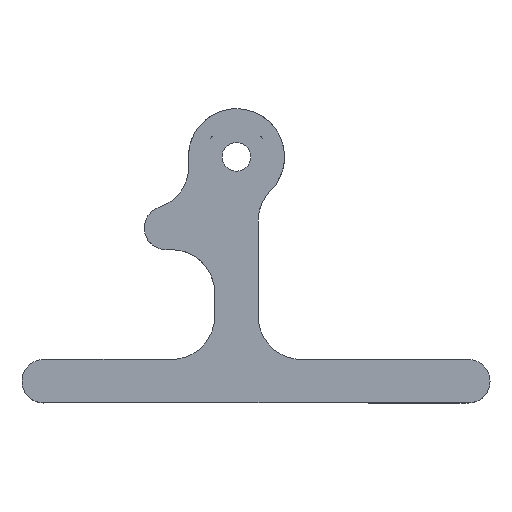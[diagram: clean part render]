
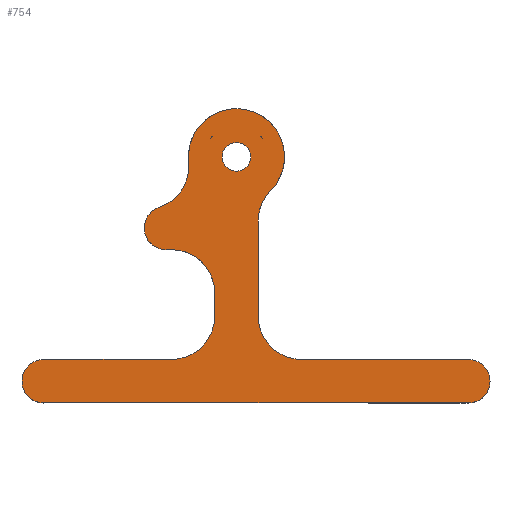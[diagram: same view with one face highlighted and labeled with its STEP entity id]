
A CAD part, top view. The second image highlights one B-rep face of the part: STEP entity #754.
In plain terms, the highlighted planar face has unit normal (0, 0, 1).
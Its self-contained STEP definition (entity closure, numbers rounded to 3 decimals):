
#16=FACE_BOUND('',#127,.T.);
#17=FACE_BOUND('',#128,.T.);
#18=FACE_BOUND('',#129,.T.);
#46=PLANE('',#852);
#85=FACE_OUTER_BOUND('',#126,.T.);
#126=EDGE_LOOP('',(#659,#660,#661,#662,#663,#664,#665,#666,#667,#668,#669,
#670,#671,#672,#673,#674));
#127=EDGE_LOOP('',(#675,#676,#677));
#128=EDGE_LOOP('',(#678,#679,#680));
#129=EDGE_LOOP('',(#681));
#146=LINE('',#1140,#203);
#160=LINE('',#1198,#217);
#163=LINE('',#1217,#220);
#169=LINE('',#1264,#226);
#171=LINE('',#1270,#228);
#191=LINE('',#1339,#248);
#192=LINE('',#1340,#249);
#193=LINE('',#1341,#250);
#203=VECTOR('',#889,10.);
#217=VECTOR('',#945,10.);
#220=VECTOR('',#954,10.);
#226=VECTOR('',#980,10.);
#228=VECTOR('',#984,10.);
#248=VECTOR('',#1072,10.);
#249=VECTOR('',#1073,10.);
#250=VECTOR('',#1074,10.);
#260=CIRCLE('',#786,6.5);
#261=CIRCLE('',#788,6.5);
#266=CIRCLE('',#794,3.25);
#267=CIRCLE('',#796,7.2);
#271=CIRCLE('',#801,6.5);
#272=CIRCLE('',#803,6.5);
#273=CIRCLE('',#806,6.5);
#282=CIRCLE('',#826,3.);
#283=CIRCLE('',#828,3.);
#287=CIRCLE('',#838,3.25);
#290=CIRCLE('',#844,3.25);
#291=CIRCLE('',#845,3.25);
#294=CIRCLE('',#850,4.75);
#295=CIRCLE('',#851,4.75);
#296=CIRCLE('',#853,2.15);
#312=VERTEX_POINT('',#1137);
#313=VERTEX_POINT('',#1139);
#315=VERTEX_POINT('',#1145);
#316=VERTEX_POINT('',#1149);
#317=VERTEX_POINT('',#1150);
#324=VERTEX_POINT('',#1167);
#329=VERTEX_POINT('',#1182);
#330=VERTEX_POINT('',#1186);
#331=VERTEX_POINT('',#1188);
#333=VERTEX_POINT('',#1196);
#334=VERTEX_POINT('',#1200);
#335=VERTEX_POINT('',#1202);
#346=VERTEX_POINT('',#1257);
#349=VERTEX_POINT('',#1262);
#350=VERTEX_POINT('',#1266);
#352=VERTEX_POINT('',#1269);
#356=VERTEX_POINT('',#1289);
#357=VERTEX_POINT('',#1294);
#361=VERTEX_POINT('',#1311);
#364=VERTEX_POINT('',#1323);
#365=VERTEX_POINT('',#1325);
#366=VERTEX_POINT('',#1328);
#368=VERTEX_POINT('',#1342);
#386=EDGE_CURVE('',#312,#313,#146,.F.);
#390=EDGE_CURVE('',#315,#312,#260,.T.);
#391=EDGE_CURVE('',#316,#317,#261,.F.);
#401=EDGE_CURVE('',#324,#317,#266,.F.);
#402=EDGE_CURVE('',#315,#316,#267,.T.);
#408=EDGE_CURVE('',#313,#329,#271,.T.);
#411=EDGE_CURVE('',#330,#331,#272,.T.);
#415=EDGE_CURVE('',#333,#330,#160,.F.);
#417=EDGE_CURVE('',#334,#335,#273,.T.);
#420=EDGE_CURVE('',#331,#334,#163,.F.);
#437=EDGE_CURVE('',#349,#346,#169,.T.);
#439=EDGE_CURVE('',#350,#352,#171,.T.);
#452=EDGE_CURVE('',#350,#356,#282,.T.);
#454=EDGE_CURVE('',#357,#346,#283,.T.);
#462=EDGE_CURVE('',#361,#333,#287,.F.);
#468=EDGE_CURVE('',#364,#365,#290,.F.);
#470=EDGE_CURVE('',#365,#366,#291,.F.);
#474=EDGE_CURVE('',#356,#352,#294,.T.);
#475=EDGE_CURVE('',#349,#357,#295,.T.);
#476=EDGE_CURVE('',#335,#324,#191,.F.);
#477=EDGE_CURVE('',#366,#361,#192,.F.);
#478=EDGE_CURVE('',#329,#364,#193,.F.);
#479=EDGE_CURVE('',#368,#368,#296,.F.);
#659=ORIENTED_EDGE('',*,*,#402,.T.);
#660=ORIENTED_EDGE('',*,*,#391,.T.);
#661=ORIENTED_EDGE('',*,*,#401,.F.);
#662=ORIENTED_EDGE('',*,*,#476,.F.);
#663=ORIENTED_EDGE('',*,*,#417,.F.);
#664=ORIENTED_EDGE('',*,*,#420,.F.);
#665=ORIENTED_EDGE('',*,*,#411,.F.);
#666=ORIENTED_EDGE('',*,*,#415,.F.);
#667=ORIENTED_EDGE('',*,*,#462,.F.);
#668=ORIENTED_EDGE('',*,*,#477,.F.);
#669=ORIENTED_EDGE('',*,*,#470,.F.);
#670=ORIENTED_EDGE('',*,*,#468,.F.);
#671=ORIENTED_EDGE('',*,*,#478,.F.);
#672=ORIENTED_EDGE('',*,*,#408,.F.);
#673=ORIENTED_EDGE('',*,*,#386,.F.);
#674=ORIENTED_EDGE('',*,*,#390,.F.);
#675=ORIENTED_EDGE('',*,*,#437,.F.);
#676=ORIENTED_EDGE('',*,*,#475,.T.);
#677=ORIENTED_EDGE('',*,*,#454,.T.);
#678=ORIENTED_EDGE('',*,*,#439,.F.);
#679=ORIENTED_EDGE('',*,*,#452,.T.);
#680=ORIENTED_EDGE('',*,*,#474,.T.);
#681=ORIENTED_EDGE('',*,*,#479,.F.);
#754=ADVANCED_FACE('',(#85,#16,#17,#18),#46,.T.);
#786=AXIS2_PLACEMENT_3D('',#1147,#896,#897);
#788=AXIS2_PLACEMENT_3D('',#1151,#900,#901);
#794=AXIS2_PLACEMENT_3D('',#1169,#917,#918);
#796=AXIS2_PLACEMENT_3D('',#1171,#921,#922);
#801=AXIS2_PLACEMENT_3D('',#1183,#933,#934);
#803=AXIS2_PLACEMENT_3D('',#1189,#939,#940);
#806=AXIS2_PLACEMENT_3D('',#1203,#949,#950);
#826=AXIS2_PLACEMENT_3D('',#1291,#1008,#1009);
#828=AXIS2_PLACEMENT_3D('',#1295,#1013,#1014);
#838=AXIS2_PLACEMENT_3D('',#1313,#1037,#1038);
#844=AXIS2_PLACEMENT_3D('',#1326,#1052,#1053);
#845=AXIS2_PLACEMENT_3D('',#1329,#1055,#1056);
#850=AXIS2_PLACEMENT_3D('',#1336,#1066,#1067);
#851=AXIS2_PLACEMENT_3D('',#1337,#1068,#1069);
#852=AXIS2_PLACEMENT_3D('',#1338,#1070,#1071);
#853=AXIS2_PLACEMENT_3D('',#1343,#1075,#1076);
#889=DIRECTION('',(0.,1.,0.));
#896=DIRECTION('center_axis',(0.,0.,
1.));
#897=DIRECTION('ref_axis',(-0.925,0.38,0.));
#900=DIRECTION('center_axis',(0.,0.,
1.));
#901=DIRECTION('ref_axis',(-0.316,0.949,0.));
#917=DIRECTION('center_axis',(0.,0.,
1.));
#918=DIRECTION('ref_axis',(0.,1.,0.));
#921=DIRECTION('center_axis',(0.,0.,1.));
#922=DIRECTION('ref_axis',(-1.,0.,0.));
#933=DIRECTION('center_axis',(0.,0.,
1.));
#934=DIRECTION('ref_axis',(-0.707,-0.707,0.));
#939=DIRECTION('center_axis',(0.,0.,
1.));
#940=DIRECTION('ref_axis',(0.707,-0.707,0.));
#945=DIRECTION('',(-1.,0.,0.));
#949=DIRECTION('center_axis',(0.,0.,
1.));
#950=DIRECTION('ref_axis',(0.707,0.707,0.));
#954=DIRECTION('',(0.,-1.,0.));
#980=DIRECTION('',(0.,1.,0.));
#984=DIRECTION('',(0.,-1.,0.));
#1008=DIRECTION('center_axis',(0.,0.,
1.));
#1009=DIRECTION('ref_axis',(-1.,0.,0.));
#1013=DIRECTION('center_axis',(0.,0.,
1.));
#1014=DIRECTION('ref_axis',(0.813,-0.582,0.));
#1037=DIRECTION('center_axis',(0.,0.,
1.));
#1038=DIRECTION('ref_axis',(-1.,0.,0.));
#1052=DIRECTION('center_axis',(0.,0.,
1.));
#1053=DIRECTION('ref_axis',(-1.,0.,0.));
#1055=DIRECTION('center_axis',(0.,0.,
1.));
#1056=DIRECTION('ref_axis',(-1.,0.,0.));
#1066=DIRECTION('center_axis',(0.,0.,
1.));
#1067=DIRECTION('ref_axis',(-1.,0.,0.));
#1068=DIRECTION('center_axis',(0.,0.,
1.));
#1069=DIRECTION('ref_axis',(-1.,0.,0.));
#1070=DIRECTION('center_axis',(0.,0.,
1.));
#1071=DIRECTION('ref_axis',(1.,0.,0.));
#1072=DIRECTION('',(1.,0.,0.));
#1073=DIRECTION('',(1.,0.,0.));
#1074=DIRECTION('',(-1.,0.,0.));
#1075=DIRECTION('center_axis',(0.,0.,
-1.));
#1076=DIRECTION('ref_axis',(-1.,0.,0.));
#1137=CARTESIAN_POINT('',(228.298,-120.375,32.75));
#1139=CARTESIAN_POINT('',(228.295,-134.606,32.75));
#1140=CARTESIAN_POINT('',(228.295,-134.331,32.75));
#1145=CARTESIAN_POINT('',(230.173,-115.809,32.75));
#1147=CARTESIAN_POINT('Origin',(234.798,-120.376,32.75));
#1149=CARTESIAN_POINT('',(217.888,-111.485,32.75));
#1150=CARTESIAN_POINT('',(213.474,-118.316,32.75));
#1151=CARTESIAN_POINT('Origin',(211.422,-112.149,32.75));
#1167=CARTESIAN_POINT('',(214.499,-124.65,32.75));
#1169=CARTESIAN_POINT('Origin',(214.5,-121.4,32.75));
#1171=CARTESIAN_POINT('Origin',(225.05,-110.75,32.75));
#1182=CARTESIAN_POINT('',(234.794,-141.108,32.75));
#1183=CARTESIAN_POINT('Origin',(234.795,-134.608,32.75));
#1186=CARTESIAN_POINT('',(215.294,-141.104,32.75));
#1188=CARTESIAN_POINT('',(221.795,-134.605,32.75));
#1189=CARTESIAN_POINT('Origin',(215.295,-134.604,32.75));
#1196=CARTESIAN_POINT('',(196.176,-141.1,32.75));
#1198=CARTESIAN_POINT('',(224.883,-141.106,32.75));
#1200=CARTESIAN_POINT('',(221.796,-131.151,32.75));
#1202=CARTESIAN_POINT('',(215.297,-124.65,32.75));
#1203=CARTESIAN_POINT('Origin',(215.296,-131.15,32.75));
#1217=CARTESIAN_POINT('',(221.797,-126.103,32.75));
#1257=CARTESIAN_POINT('',(221.4,-107.643,32.75));
#1262=CARTESIAN_POINT('',(221.4,-107.71,32.75));
#1264=CARTESIAN_POINT('',(221.4,-120.474,32.75));
#1266=CARTESIAN_POINT('',(228.7,-107.643,32.75));
#1269=CARTESIAN_POINT('',(228.7,-107.71,32.75));
#1270=CARTESIAN_POINT('',(228.7,-101.026,32.75));
#1289=CARTESIAN_POINT('',(228.911,-107.984,32.75));
#1291=CARTESIAN_POINT('Origin',(231.35,-106.236,32.75));
#1294=CARTESIAN_POINT('',(221.189,-107.984,32.75));
#1295=CARTESIAN_POINT('Origin',(218.75,-106.236,32.75));
#1311=CARTESIAN_POINT('',(196.174,-147.6,32.75));
#1313=CARTESIAN_POINT('Origin',(196.175,-144.35,32.75));
#1323=CARTESIAN_POINT('',(259.776,-141.113,32.75));
#1325=CARTESIAN_POINT('',(263.025,-144.363,32.75));
#1326=CARTESIAN_POINT('Origin',(259.775,-144.363,32.75));
#1328=CARTESIAN_POINT('',(259.774,-147.612,32.75));
#1329=CARTESIAN_POINT('Origin',(259.775,-144.363,32.75));
#1336=CARTESIAN_POINT('Origin',(225.05,-110.75,32.75));
#1337=CARTESIAN_POINT('Origin',(225.05,-110.75,32.75));
#1338=CARTESIAN_POINT('Origin',(227.975,-127.556,32.75));
#1339=CARTESIAN_POINT('',(221.237,-124.651,32.75));
#1340=CARTESIAN_POINT('',(212.073,-147.603,32.75));
#1341=CARTESIAN_POINT('',(243.874,-141.109,32.75));
#1342=CARTESIAN_POINT('',(227.2,-110.75,32.75));
#1343=CARTESIAN_POINT('Origin',(225.05,-110.75,32.75));
